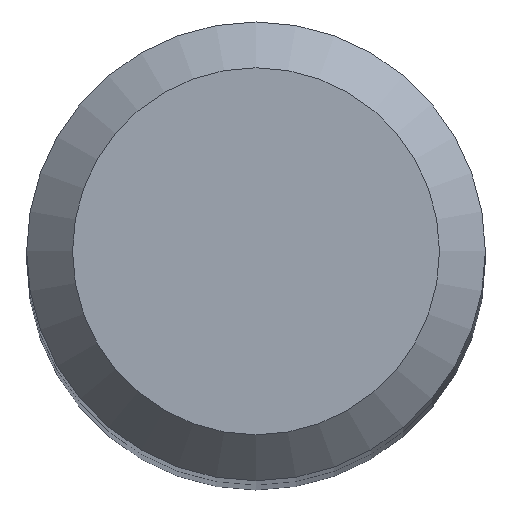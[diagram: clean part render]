
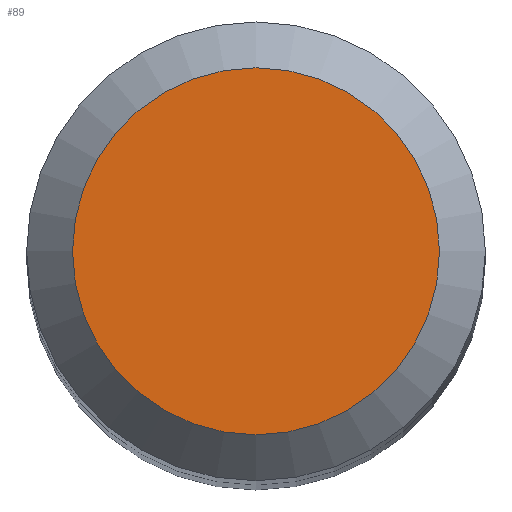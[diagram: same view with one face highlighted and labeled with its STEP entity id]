
A CAD part, top view. The second image highlights one B-rep face of the part: STEP entity #89.
In plain terms, the highlighted planar face has unit normal (0, 0, 1).
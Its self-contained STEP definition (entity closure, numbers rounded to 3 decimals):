
#6 = ORIENTED_EDGE ( 'NONE', *, *, #202, .F. ) ;
#27 = AXIS2_PLACEMENT_3D ( 'NONE', #32, #115, #131 ) ;
#32 = CARTESIAN_POINT ( 'NONE',  ( 0., 0., 118. ) ) ;
#50 = DIRECTION ( 'NONE',  ( 0., 0., -1. ) ) ;
#56 = CARTESIAN_POINT ( 'NONE',  ( 0., 4., 118. ) ) ;
#89 = ADVANCED_FACE ( 'NONE', ( #132 ), #168, .F. ) ;
#99 = AXIS2_PLACEMENT_3D ( 'NONE', #184, #50, #193 ) ;
#115 = DIRECTION ( 'NONE',  ( 0., 0., -1. ) ) ;
#131 = DIRECTION ( 'NONE',  ( 0., 1., 0. ) ) ;
#132 = FACE_OUTER_BOUND ( 'NONE', #144, .T. ) ;
#144 = EDGE_LOOP ( 'NONE', ( #6 ) ) ;
#157 = VERTEX_POINT ( 'NONE', #56 ) ;
#168 = PLANE ( 'NONE',  #27 ) ;
#184 = CARTESIAN_POINT ( 'NONE',  ( 0., 0., 118. ) ) ;
#190 = CIRCLE ( 'NONE', #99, 4. ) ;
#193 = DIRECTION ( 'NONE',  ( 0., 1., 0. ) ) ;
#202 = EDGE_CURVE ( 'NONE', #157, #157, #190, .T. ) ;
